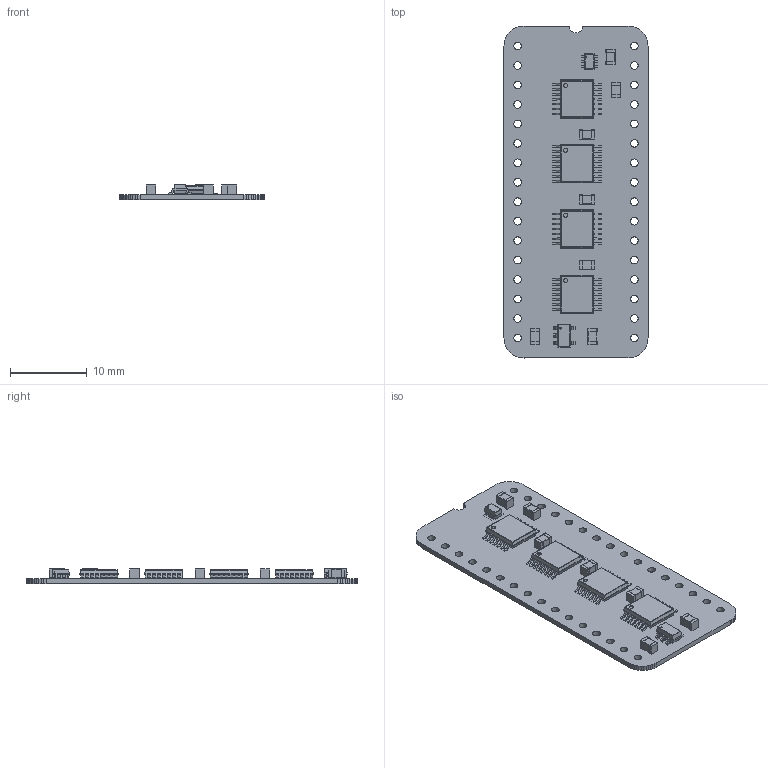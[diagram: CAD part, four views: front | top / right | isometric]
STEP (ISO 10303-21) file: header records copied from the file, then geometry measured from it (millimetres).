
FILE_DESCRIPTION(('KiCad electronic assembly'),'2;1');
FILE_NAME('Device Decode stage A.step','2024-02-16T17:48:21',('Pcbnew'), ('Kicad'),'Open CASCADE STEP processor 7.6','KiCad to STEP converter', 'Unknown');
FILE_SCHEMA(('AUTOMOTIVE_DESIGN { 1 0 10303 214 1 1 1 1 }'));
Length unit declared in the file: millimetre
Products named in the file (12): Device Decode stage A 1; C_0805_2012Metric; SOLID; AP7365-33WG-7; COMPOUND; 74LVC74APW,118; MC74VHC139DR2G; 74LVC2G04GW-Q100H; Device Decode stage A PCB
Assembly tree (19 placements, depth 3):
  Device Decode stage A 1
    C_0805_2012Metric  x7
      SOLID
    AP7365-33WG-7
      COMPOUND
    74LVC74APW,118  x3
      COMPOUND
    MC74VHC139DR2G
      COMPOUND
    74LVC2G04GW-Q100H
      COMPOUND
    Device Decode stage A PCB
Bounding box: 18.8 x 43.33 x 2.03 mm (x, y, z)
Volume: 647 mm3; surface area: 2135.7 mm2
Topology: 83 solids, 83 shells, 1343 faces, 3375 edges, 2218 vertices
Faces by surface type: plane 966, cylinder 377
Full cylindrical faces by diameter (mm): 0.156 x1, 0.2 x1, 0.55 x4, 1 x32
Entity records: 49246 total; most frequent: CARTESIAN_POINT 9534, DIRECTION 7444, LINE 4987, VECTOR 4987, ORIENTED_EDGE 3850, PCURVE 3850, DEFINITIONAL_REPRESENTATION 3850, EDGE_CURVE 1925
